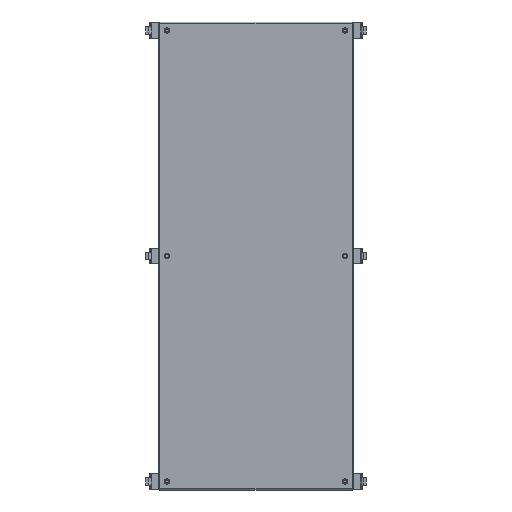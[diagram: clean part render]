
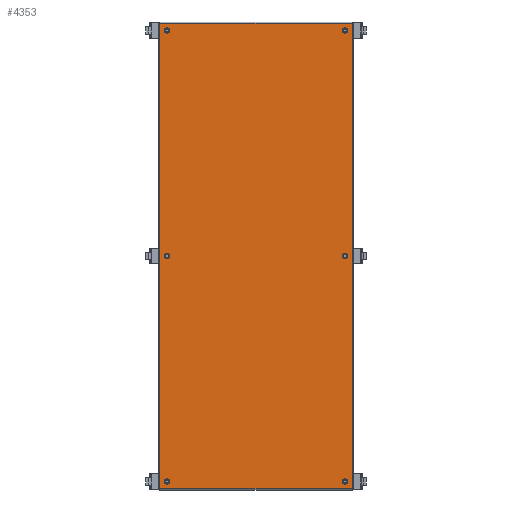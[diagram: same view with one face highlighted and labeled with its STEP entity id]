
A CAD part, front view. The second image highlights one B-rep face of the part: STEP entity #4353.
In plain terms, the highlighted planar face has unit normal (0, -1, 0).
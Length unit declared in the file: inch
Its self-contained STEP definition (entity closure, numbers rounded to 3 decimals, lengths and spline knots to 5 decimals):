
#3 = ORIENTED_EDGE ( 'NONE', *, *, #164, .T. ) ;
#81 = DIRECTION ( 'NONE',  ( 0., 1., 0. ) ) ;
#119 = LINE ( 'NONE', #4249, #2755 ) ;
#154 = DIRECTION ( 'NONE',  ( 0., 0., 1. ) ) ;
#164 = EDGE_CURVE ( 'NONE', #6592, #2629, #1368, .T. ) ;
#195 = DIRECTION ( 'NONE',  ( 0., 1., 0. ) ) ;
#229 = CIRCLE ( 'NONE', #6855, 0.28125 ) ;
#416 = CIRCLE ( 'NONE', #2657, 0.28125 ) ;
#521 = CARTESIAN_POINT ( 'NONE',  ( -9.125, 0., -23.125 ) ) ;
#528 = CIRCLE ( 'NONE', #6765, 0.28125 ) ;
#542 = ORIENTED_EDGE ( 'NONE', *, *, #5779, .T. ) ;
#893 = EDGE_CURVE ( 'NONE', #4226, #4247, #3293, .T. ) ;
#927 = CARTESIAN_POINT ( 'NONE',  ( -9.125, 0., 22.84375 ) ) ;
#936 = EDGE_LOOP ( 'NONE', ( #7651, #4024 ) ) ;
#1014 = CARTESIAN_POINT ( 'NONE',  ( 9.125, 0., 22.84375 ) ) ;
#1100 = EDGE_CURVE ( 'NONE', #5839, #3141, #1636, .T. ) ;
#1143 = EDGE_CURVE ( 'NONE', #1634, #7754, #5809, .T. ) ;
#1168 = DIRECTION ( 'NONE',  ( 0., 0., 1. ) ) ;
#1250 = ORIENTED_EDGE ( 'NONE', *, *, #6722, .T. ) ;
#1256 = CARTESIAN_POINT ( 'NONE',  ( 9.125, 0., -23.40625 ) ) ;
#1267 = ORIENTED_EDGE ( 'NONE', *, *, #1143, .T. ) ;
#1295 = CIRCLE ( 'NONE', #4958, 0.28125 ) ;
#1348 = DIRECTION ( 'NONE',  ( 0., 0., 1. ) ) ;
#1368 = LINE ( 'NONE', #2378, #6616 ) ;
#1372 = AXIS2_PLACEMENT_3D ( 'NONE', #7074, #195, #7019 ) ;
#1386 = DIRECTION ( 'NONE',  ( 0., 1., 0. ) ) ;
#1393 = CARTESIAN_POINT ( 'NONE',  ( -9.857, 0., -23.857 ) ) ;
#1395 = FACE_BOUND ( 'NONE', #1426, .T. ) ;
#1416 = VERTEX_POINT ( 'NONE', #1256 ) ;
#1424 = DIRECTION ( 'NONE',  ( 0., 1., 0. ) ) ;
#1426 = EDGE_LOOP ( 'NONE', ( #7604, #1836 ) ) ;
#1467 = DIRECTION ( 'NONE',  ( 0., 0., 1. ) ) ;
#1553 = EDGE_CURVE ( 'NONE', #4247, #4226, #5417, .T. ) ;
#1582 = FACE_BOUND ( 'NONE', #6225, .T. ) ;
#1634 = VERTEX_POINT ( 'NONE', #2090 ) ;
#1636 = CIRCLE ( 'NONE', #2364, 0.28125 ) ;
#1694 = DIRECTION ( 'NONE',  ( 0., 0., 1. ) ) ;
#1714 = CARTESIAN_POINT ( 'NONE',  ( -9.125, 0., -22.84375 ) ) ;
#1720 = DIRECTION ( 'NONE',  ( 0., 0., -1. ) ) ;
#1782 = EDGE_LOOP ( 'NONE', ( #6384, #7993 ) ) ;
#1836 = ORIENTED_EDGE ( 'NONE', *, *, #7235, .T. ) ;
#1877 = DIRECTION ( 'NONE',  ( 1., 0., 0. ) ) ;
#1902 = VECTOR ( 'NONE', #7595, 39.37008 ) ;
#1908 = AXIS2_PLACEMENT_3D ( 'NONE', #6343, #2709, #2638 ) ;
#2061 = DIRECTION ( 'NONE',  ( 0., 1., 0. ) ) ;
#2090 = CARTESIAN_POINT ( 'NONE',  ( -9.125, 0., 23.40625 ) ) ;
#2165 = VERTEX_POINT ( 'NONE', #4692 ) ;
#2170 = LINE ( 'NONE', #7557, #6146 ) ;
#2222 = ORIENTED_EDGE ( 'NONE', *, *, #4275, .T. ) ;
#2315 = CARTESIAN_POINT ( 'NONE',  ( 9.857, 0., 23.857 ) ) ;
#2364 = AXIS2_PLACEMENT_3D ( 'NONE', #5128, #1424, #7050 ) ;
#2378 = CARTESIAN_POINT ( 'NONE',  ( -9.857, 0., -23.857 ) ) ;
#2517 = PLANE ( 'NONE',  #2916 ) ;
#2629 = VERTEX_POINT ( 'NONE', #3234 ) ;
#2638 = DIRECTION ( 'NONE',  ( 0., 0., 1. ) ) ;
#2657 = AXIS2_PLACEMENT_3D ( 'NONE', #5170, #1386, #1467 ) ;
#2661 = ORIENTED_EDGE ( 'NONE', *, *, #2931, .T. ) ;
#2693 = CARTESIAN_POINT ( 'NONE',  ( 9.125, 0., -23.125 ) ) ;
#2709 = DIRECTION ( 'NONE',  ( 0., 1., 0. ) ) ;
#2755 = VECTOR ( 'NONE', #1877, 39.37008 ) ;
#2801 = EDGE_LOOP ( 'NONE', ( #1250, #2661, #3, #2222 ) ) ;
#2916 = AXIS2_PLACEMENT_3D ( 'NONE', #1393, #7464, #4485 ) ;
#2931 = EDGE_CURVE ( 'NONE', #4661, #6592, #6663, .T. ) ;
#2964 = EDGE_CURVE ( 'NONE', #5456, #8048, #3559, .T. ) ;
#3141 = VERTEX_POINT ( 'NONE', #6085 ) ;
#3232 = FACE_BOUND ( 'NONE', #5527, .T. ) ;
#3234 = CARTESIAN_POINT ( 'NONE',  ( -9.857, 0., -23.857 ) ) ;
#3249 = CARTESIAN_POINT ( 'NONE',  ( -9.125, 0., 23.125 ) ) ;
#3291 = AXIS2_PLACEMENT_3D ( 'NONE', #7065, #2061, #5202 ) ;
#3293 = CIRCLE ( 'NONE', #7756, 0.28125 ) ;
#3303 = CARTESIAN_POINT ( 'NONE',  ( 9.125, 0., 0.28125 ) ) ;
#3315 = DIRECTION ( 'NONE',  ( 0., 0., 1. ) ) ;
#3559 = CIRCLE ( 'NONE', #1908, 0.28125 ) ;
#3630 = FACE_BOUND ( 'NONE', #1782, .T. ) ;
#3798 = EDGE_CURVE ( 'NONE', #2165, #5584, #229, .T. ) ;
#3867 = CIRCLE ( 'NONE', #7064, 0.28125 ) ;
#3955 = CARTESIAN_POINT ( 'NONE',  ( 9.125, 0., -22.84375 ) ) ;
#4024 = ORIENTED_EDGE ( 'NONE', *, *, #2964, .T. ) ;
#4118 = EDGE_CURVE ( 'NONE', #8048, #5456, #528, .T. ) ;
#4200 = AXIS2_PLACEMENT_3D ( 'NONE', #2693, #7036, #4554 ) ;
#4202 = DIRECTION ( 'NONE',  ( 0., 1., 0. ) ) ;
#4226 = VERTEX_POINT ( 'NONE', #7974 ) ;
#4247 = VERTEX_POINT ( 'NONE', #5559 ) ;
#4249 = CARTESIAN_POINT ( 'NONE',  ( -9.857, 0., -23.857 ) ) ;
#4275 = EDGE_CURVE ( 'NONE', #2629, #7582, #119, .T. ) ;
#4353 = ADVANCED_FACE ( 'NONE', ( #6544, #1395, #3630, #6347, #3232, #1582, #4784 ), #2517, .T. ) ;
#4359 = CARTESIAN_POINT ( 'NONE',  ( -9.125, 0., -23.125 ) ) ;
#4387 = DIRECTION ( 'NONE',  ( 0., 0., 1. ) ) ;
#4485 = DIRECTION ( 'NONE',  ( 0., 0., -1. ) ) ;
#4550 = ORIENTED_EDGE ( 'NONE', *, *, #6977, .T. ) ;
#4554 = DIRECTION ( 'NONE',  ( 0., 0., 1. ) ) ;
#4555 = CARTESIAN_POINT ( 'NONE',  ( 9.125, 0., 23.40625 ) ) ;
#4661 = VERTEX_POINT ( 'NONE', #2315 ) ;
#4692 = CARTESIAN_POINT ( 'NONE',  ( -9.125, 0., -23.40625 ) ) ;
#4718 = DIRECTION ( 'NONE',  ( 0., 1., 0. ) ) ;
#4773 = CIRCLE ( 'NONE', #7932, 0.28125 ) ;
#4784 = FACE_BOUND ( 'NONE', #6555, .T. ) ;
#4847 = DIRECTION ( 'NONE',  ( 0., 1., 0. ) ) ;
#4865 = CARTESIAN_POINT ( 'NONE',  ( 9.125, 0., 0. ) ) ;
#4958 = AXIS2_PLACEMENT_3D ( 'NONE', #4865, #4202, #1168 ) ;
#5128 = CARTESIAN_POINT ( 'NONE',  ( 9.125, 0., 0. ) ) ;
#5170 = CARTESIAN_POINT ( 'NONE',  ( 9.125, 0., -23.125 ) ) ;
#5202 = DIRECTION ( 'NONE',  ( 0., 0., 1. ) ) ;
#5368 = ORIENTED_EDGE ( 'NONE', *, *, #893, .T. ) ;
#5417 = CIRCLE ( 'NONE', #3291, 0.28125 ) ;
#5456 = VERTEX_POINT ( 'NONE', #1014 ) ;
#5527 = EDGE_LOOP ( 'NONE', ( #1267, #542 ) ) ;
#5559 = CARTESIAN_POINT ( 'NONE',  ( -9.125, 0., 0.28125 ) ) ;
#5584 = VERTEX_POINT ( 'NONE', #1714 ) ;
#5647 = DIRECTION ( 'NONE',  ( 0., 1., 0. ) ) ;
#5674 = CARTESIAN_POINT ( 'NONE',  ( -9.857, 0., 23.857 ) ) ;
#5779 = EDGE_CURVE ( 'NONE', #7754, #1634, #3867, .T. ) ;
#5809 = CIRCLE ( 'NONE', #1372, 0.28125 ) ;
#5820 = CARTESIAN_POINT ( 'NONE',  ( -9.857, 0., 23.857 ) ) ;
#5839 = VERTEX_POINT ( 'NONE', #3303 ) ;
#5934 = EDGE_CURVE ( 'NONE', #3141, #5839, #1295, .T. ) ;
#6085 = CARTESIAN_POINT ( 'NONE',  ( 9.125, 0., -0.28125 ) ) ;
#6146 = VECTOR ( 'NONE', #3315, 39.37008 ) ;
#6202 = CARTESIAN_POINT ( 'NONE',  ( 9.857, 0., -23.857 ) ) ;
#6224 = CARTESIAN_POINT ( 'NONE',  ( -9.125, 0., 0. ) ) ;
#6225 = EDGE_LOOP ( 'NONE', ( #7260, #5368 ) ) ;
#6243 = VERTEX_POINT ( 'NONE', #3955 ) ;
#6343 = CARTESIAN_POINT ( 'NONE',  ( 9.125, 0., 23.125 ) ) ;
#6347 = FACE_BOUND ( 'NONE', #936, .T. ) ;
#6384 = ORIENTED_EDGE ( 'NONE', *, *, #1100, .T. ) ;
#6544 = FACE_OUTER_BOUND ( 'NONE', #2801, .T. ) ;
#6555 = EDGE_LOOP ( 'NONE', ( #4550, #7190 ) ) ;
#6592 = VERTEX_POINT ( 'NONE', #5674 ) ;
#6616 = VECTOR ( 'NONE', #1720, 39.37008 ) ;
#6663 = LINE ( 'NONE', #5820, #1902 ) ;
#6722 = EDGE_CURVE ( 'NONE', #7582, #4661, #2170, .T. ) ;
#6765 = AXIS2_PLACEMENT_3D ( 'NONE', #7922, #4718, #1694 ) ;
#6855 = AXIS2_PLACEMENT_3D ( 'NONE', #4359, #81, #1348 ) ;
#6977 = EDGE_CURVE ( 'NONE', #5584, #2165, #4773, .T. ) ;
#7019 = DIRECTION ( 'NONE',  ( 0., 0., 1. ) ) ;
#7036 = DIRECTION ( 'NONE',  ( 0., 1., 0. ) ) ;
#7050 = DIRECTION ( 'NONE',  ( 0., 0., 1. ) ) ;
#7064 = AXIS2_PLACEMENT_3D ( 'NONE', #3249, #7598, #154 ) ;
#7065 = CARTESIAN_POINT ( 'NONE',  ( -9.125, 0., 0. ) ) ;
#7074 = CARTESIAN_POINT ( 'NONE',  ( -9.125, 0., 23.125 ) ) ;
#7117 = CIRCLE ( 'NONE', #4200, 0.28125 ) ;
#7141 = EDGE_CURVE ( 'NONE', #6243, #1416, #416, .T. ) ;
#7190 = ORIENTED_EDGE ( 'NONE', *, *, #3798, .T. ) ;
#7235 = EDGE_CURVE ( 'NONE', #1416, #6243, #7117, .T. ) ;
#7260 = ORIENTED_EDGE ( 'NONE', *, *, #1553, .T. ) ;
#7464 = DIRECTION ( 'NONE',  ( 0., -1., 0. ) ) ;
#7557 = CARTESIAN_POINT ( 'NONE',  ( 9.857, 0., -23.857 ) ) ;
#7582 = VERTEX_POINT ( 'NONE', #6202 ) ;
#7595 = DIRECTION ( 'NONE',  ( -1., 0., 0. ) ) ;
#7598 = DIRECTION ( 'NONE',  ( 0., 1., 0. ) ) ;
#7604 = ORIENTED_EDGE ( 'NONE', *, *, #7141, .T. ) ;
#7651 = ORIENTED_EDGE ( 'NONE', *, *, #4118, .T. ) ;
#7754 = VERTEX_POINT ( 'NONE', #927 ) ;
#7756 = AXIS2_PLACEMENT_3D ( 'NONE', #6224, #5647, #4387 ) ;
#7922 = CARTESIAN_POINT ( 'NONE',  ( 9.125, 0., 23.125 ) ) ;
#7932 = AXIS2_PLACEMENT_3D ( 'NONE', #521, #4847, #8019 ) ;
#7974 = CARTESIAN_POINT ( 'NONE',  ( -9.125, 0., -0.28125 ) ) ;
#7993 = ORIENTED_EDGE ( 'NONE', *, *, #5934, .T. ) ;
#8019 = DIRECTION ( 'NONE',  ( 0., 0., 1. ) ) ;
#8048 = VERTEX_POINT ( 'NONE', #4555 ) ;
